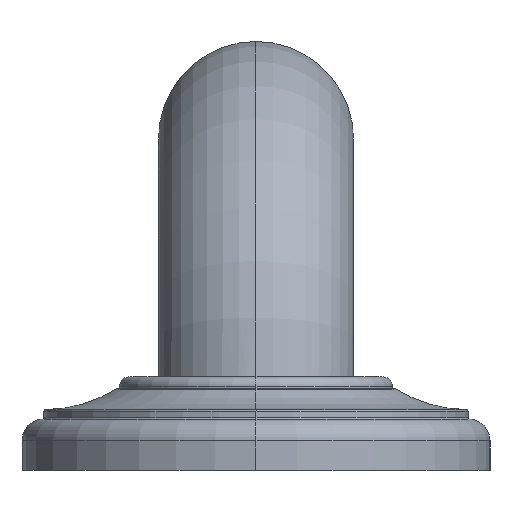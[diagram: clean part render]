
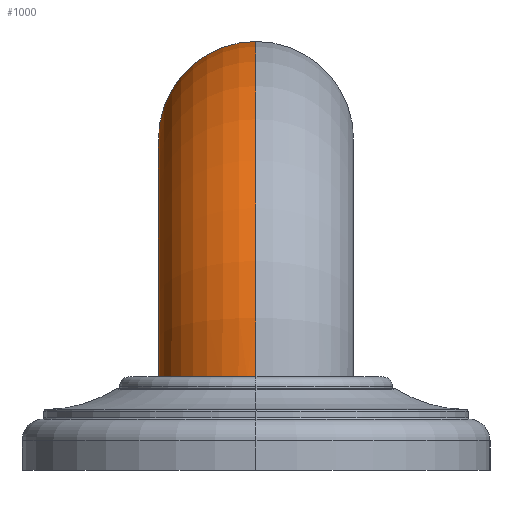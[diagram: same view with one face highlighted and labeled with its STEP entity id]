
A CAD part, left-side view. The second image highlights one B-rep face of the part: STEP entity #1000.
In plain terms, the highlighted toroidal (fillet/blend) face has major radius 41.275 mm and minor radius 15.875 mm.
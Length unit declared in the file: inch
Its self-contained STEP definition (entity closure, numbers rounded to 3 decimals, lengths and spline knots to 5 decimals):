
#186=CARTESIAN_POINT('',(-15.36999,0.,0.6));
#187=CARTESIAN_POINT('',(-15.36999,0.01922,0.6));
#188=CARTESIAN_POINT('',(-15.37176,0.05749,0.6));
#189=CARTESIAN_POINT('',(-15.37974,0.11465,0.6));
#190=CARTESIAN_POINT('',(-15.39295,0.17072,0.6));
#191=CARTESIAN_POINT('',(-15.41133,0.2255,0.6));
#192=CARTESIAN_POINT('',(-15.43466,0.27825,0.6));
#193=CARTESIAN_POINT('',(-15.46287,0.32883,0.6));
#194=CARTESIAN_POINT('',(-15.49554,0.37647,0.6));
#195=CARTESIAN_POINT('',(-15.53263,0.42109,0.6));
#196=CARTESIAN_POINT('',(-15.57356,0.46198,0.6));
#197=CARTESIAN_POINT('',(-15.61828,0.49908,0.6));
#198=CARTESIAN_POINT('',(-15.66607,0.53179,0.6));
#199=CARTESIAN_POINT('',(-15.71686,0.56006,0.6));
#200=CARTESIAN_POINT('',(-15.76988,0.58345,0.6));
#201=CARTESIAN_POINT('',(-15.82497,0.60191,0.6));
#202=CARTESIAN_POINT('',(-15.88141,0.61518,0.6));
#203=CARTESIAN_POINT('',(-15.9389,0.62321,0.6));
#204=CARTESIAN_POINT('',(-15.99683,0.62589,0.6));
#205=CARTESIAN_POINT('',(-16.05473,0.62323,0.6));
#206=CARTESIAN_POINT('',(-16.11218,0.61522,0.6));
#207=CARTESIAN_POINT('',(-16.16854,0.60199,0.6));
#208=CARTESIAN_POINT('',(-16.22353,0.58357,0.6));
#209=CARTESIAN_POINT('',(-16.27644,0.56024,0.6));
#210=CARTESIAN_POINT('',(-16.3271,0.53204,0.6));
#211=CARTESIAN_POINT('',(-16.37477,0.4994,0.6));
#212=CARTESIAN_POINT('',(-16.41938,0.46239,0.6));
#213=CARTESIAN_POINT('',(-16.46022,0.42158,0.6));
#214=CARTESIAN_POINT('',(-16.49724,0.37701,0.6));
#215=CARTESIAN_POINT('',(-16.52987,0.32941,0.6));
#216=CARTESIAN_POINT('',(-16.55806,0.27883,0.6));
#217=CARTESIAN_POINT('',(-16.58138,0.22603,0.6));
#218=CARTESIAN_POINT('',(-16.59978,0.17117,0.6));
#219=CARTESIAN_POINT('',(-16.61301,0.11497,0.6));
#220=CARTESIAN_POINT('',(-16.621,0.05767,0.6));
#221=CARTESIAN_POINT('',(-16.62278,0.01928,0.6));
#222=CARTESIAN_POINT('',(-16.62278,0.,0.6));
#272=CARTESIAN_POINT('',(-14.375,0.,0.5));
#273=DIRECTION('',(0.,1.,0.));
#274=DIRECTION('',(-0.995,0.,0.1));
#275=AXIS2_PLACEMENT_3D('',#272,#273,#274);
#277=CARTESIAN_POINT('',(-14.375,0.,0.5));
#278=DIRECTION('',(0.,1.,0.));
#279=DIRECTION('',(-0.999,0.,0.044));
#280=AXIS2_PLACEMENT_3D('',#277,#278,#279);
#291=CARTESIAN_POINT('',(-14.375,0.,2.125));
#292=DIRECTION('',(1.,0.,0.));
#293=DIRECTION('',(0.,0.,-1.));
#294=AXIS2_PLACEMENT_3D('',#291,#292,#293);
#606=CARTESIAN_POINT('',(-14.375,0.,1.5));
#607=CARTESIAN_POINT('',(-14.375,0.,2.75));
#608=VERTEX_POINT('',#606);
#609=VERTEX_POINT('',#607);
#614=VERTEX_POINT('',#186);
#615=VERTEX_POINT('',#222);
#986=CARTESIAN_POINT('',(-14.375,0.,0.5));
#987=DIRECTION('',(0.,1.,0.));
#988=DIRECTION('',(1.,0.,0.));
#989=AXIS2_PLACEMENT_3D('',#986,#987,#988);
#990=TOROIDAL_SURFACE('',#989,1.625,0.625);
#991=ORIENTED_EDGE('',*,*,#967,.F.);
#993=ORIENTED_EDGE('',*,*,#992,.T.);
#995=ORIENTED_EDGE('',*,*,#994,.T.);
#997=ORIENTED_EDGE('',*,*,#996,.F.);
#998=EDGE_LOOP('',(#991,#993,#995,#997));
#999=FACE_OUTER_BOUND('',#998,.F.);
#1000=ADVANCED_FACE('',(#999),#990,.T.);
#223=B_SPLINE_CURVE_WITH_KNOTS('',3,(#186,#187,#188,#189,#190,#191,#192,#193,
#194,#195,#196,#197,#198,#199,#200,#201,#202,#203,#204,#205,#206,#207,#208,#209,
#210,#211,#212,#213,#214,#215,#216,#217,#218,#219,#220,#221,#222),.UNSPECIFIED.,
.F.,.F.,(4,1,1,1,1,1,1,1,1,1,1,1,1,1,1,1,1,1,1,1,1,1,1,1,1,1,1,1,1,1,1,1,1,1,4),
(0.,0.02941,0.05882,0.08824,0.11765,
0.14706,0.17647,0.20588,0.23529,
0.26471,0.29412,0.32353,0.35294,
0.38235,0.41176,0.44118,0.47059,0.5,
0.52941,0.55882,0.58824,0.61765,
0.64706,0.67647,0.70588,0.73529,
0.76471,0.79412,0.82353,0.85294,
0.88235,0.91176,0.94118,0.97059,1.),
.UNSPECIFIED.);
#276=CIRCLE('',#275,1.);
#281=CIRCLE('',#280,2.25);
#295=CIRCLE('',#294,0.625);
#967=EDGE_CURVE('',#614,#615,#223,.T.);
#992=EDGE_CURVE('',#614,#608,#276,.T.);
#994=EDGE_CURVE('',#608,#609,#295,.T.);
#996=EDGE_CURVE('',#615,#609,#281,.T.);
